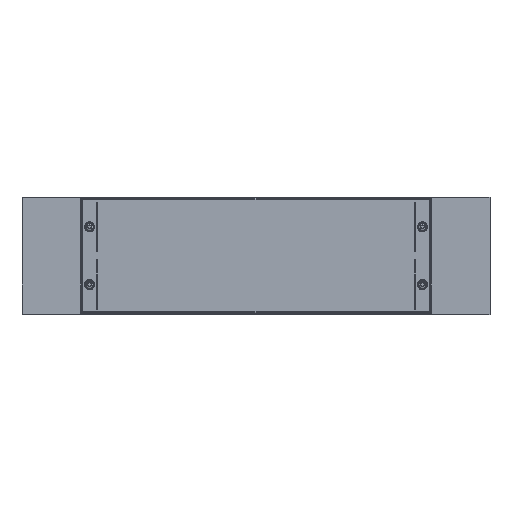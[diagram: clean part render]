
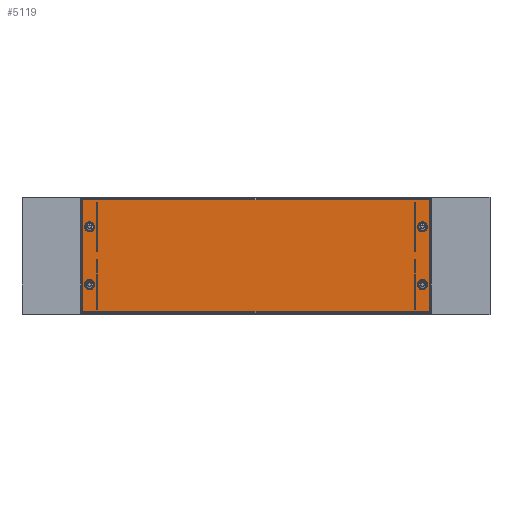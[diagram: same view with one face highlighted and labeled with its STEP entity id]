
A CAD part, top view. The second image highlights one B-rep face of the part: STEP entity #5119.
In plain terms, the highlighted planar face has unit normal (0, 0, 1).
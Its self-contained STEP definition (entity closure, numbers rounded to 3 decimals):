
#56 = DIRECTION ( 'NONE',  ( 0., -1., 0. ) ) ;
#74 = CARTESIAN_POINT ( 'NONE',  ( -296., 0., 0.75 ) ) ;
#272 = DIRECTION ( 'NONE',  ( -1., 0., 0. ) ) ;
#290 = CARTESIAN_POINT ( 'NONE',  ( 284.5, 49.5, 0.75 ) ) ;
#515 = DIRECTION ( 'NONE',  ( 0., 0., -1. ) ) ;
#584 = CARTESIAN_POINT ( 'NONE',  ( -276.991, -49.5, 0.75 ) ) ;
#651 = EDGE_CURVE ( 'NONE', #1539, #4169, #6192, .T. ) ;
#703 = EDGE_CURVE ( 'NONE', #4169, #3993, #6218, .T. ) ;
#888 = EDGE_CURVE ( 'NONE', #3993, #1907, #5426, .T. ) ;
#889 = CARTESIAN_POINT ( 'NONE',  ( 296., -96., 0.75 ) ) ;
#894 = EDGE_CURVE ( 'NONE', #1907, #1539, #5442, .T. ) ;
#944 = CIRCLE ( 'NONE', #4817, 7.509 ) ;
#971 = DIRECTION ( 'NONE',  ( -1., 0., 0. ) ) ;
#1031 = EDGE_CURVE ( 'NONE', #3842, #2191, #5326, .T. ) ;
#1075 = DIRECTION ( 'NONE',  ( -1., 0., 0. ) ) ;
#1125 = EDGE_CURVE ( 'NONE', #3638, #3578, #4829, .T. ) ;
#1127 = CARTESIAN_POINT ( 'NONE',  ( 0., 96., 0.75 ) ) ;
#1143 = DIRECTION ( 'NONE',  ( 0., 0., -1. ) ) ;
#1241 = CARTESIAN_POINT ( 'NONE',  ( -284.5, 49.5, 0.75 ) ) ;
#1275 = EDGE_CURVE ( 'NONE', #4831, #2321, #4677, .T. ) ;
#1276 = CARTESIAN_POINT ( 'NONE',  ( 292.009, -49.5, 0.75 ) ) ;
#1323 = EDGE_CURVE ( 'NONE', #3660, #6583, #4674, .T. ) ;
#1469 = CIRCLE ( 'NONE', #2054, 7.509 ) ;
#1539 = VERTEX_POINT ( 'NONE', #3817 ) ;
#1568 = ORIENTED_EDGE ( 'NONE', *, *, #651, .T. ) ;
#1599 = ORIENTED_EDGE ( 'NONE', *, *, #703, .T. ) ;
#1648 = ORIENTED_EDGE ( 'NONE', *, *, #888, .T. ) ;
#1666 = ORIENTED_EDGE ( 'NONE', *, *, #894, .T. ) ;
#1732 = ORIENTED_EDGE ( 'NONE', *, *, #3837, .T. ) ;
#1811 = ORIENTED_EDGE ( 'NONE', *, *, #1031, .T. ) ;
#1906 = ORIENTED_EDGE ( 'NONE', *, *, #3945, .T. ) ;
#1907 = VERTEX_POINT ( 'NONE', #889 ) ;
#1940 = ORIENTED_EDGE ( 'NONE', *, *, #1125, .T. ) ;
#2050 = ORIENTED_EDGE ( 'NONE', *, *, #4283, .T. ) ;
#2054 = AXIS2_PLACEMENT_3D ( 'NONE', #290, #515, #272 ) ;
#2073 = DIRECTION ( 'NONE',  ( -1., 0., 0. ) ) ;
#2076 = DIRECTION ( 'NONE',  ( 0., 0., -1. ) ) ;
#2084 = CARTESIAN_POINT ( 'NONE',  ( 284.5, -49.5, 0.75 ) ) ;
#2153 = ORIENTED_EDGE ( 'NONE', *, *, #1275, .T. ) ;
#2191 = VERTEX_POINT ( 'NONE', #5736 ) ;
#2255 = ORIENTED_EDGE ( 'NONE', *, *, #4566, .T. ) ;
#2264 = CIRCLE ( 'NONE', #5433, 7.509 ) ;
#2295 = ORIENTED_EDGE ( 'NONE', *, *, #1323, .T. ) ;
#2321 = VERTEX_POINT ( 'NONE', #1276 ) ;
#2887 = CARTESIAN_POINT ( 'NONE',  ( -296., 96., 0.75 ) ) ;
#3225 = EDGE_LOOP ( 'NONE', ( #1568, #1599, #1648, #1666 ) ) ;
#3430 = AXIS2_PLACEMENT_3D ( 'NONE', #2084, #2076, #2073 ) ;
#3519 = CARTESIAN_POINT ( 'NONE',  ( 276.991, -49.5, 0.75 ) ) ;
#3578 = VERTEX_POINT ( 'NONE', #584 ) ;
#3638 = VERTEX_POINT ( 'NONE', #6837 ) ;
#3660 = VERTEX_POINT ( 'NONE', #6620 ) ;
#3799 = CARTESIAN_POINT ( 'NONE',  ( -296., -96., 0.75 ) ) ;
#3817 = CARTESIAN_POINT ( 'NONE',  ( 296., 96., 0.75 ) ) ;
#3837 = EDGE_CURVE ( 'NONE', #2191, #3842, #2264, .T. ) ;
#3842 = VERTEX_POINT ( 'NONE', #5317 ) ;
#3945 = EDGE_CURVE ( 'NONE', #3578, #3638, #944, .T. ) ;
#3993 = VERTEX_POINT ( 'NONE', #3799 ) ;
#4055 = DIRECTION ( 'NONE',  ( -1., 0., 0. ) ) ;
#4066 = DIRECTION ( 'NONE',  ( 0., 0., -1. ) ) ;
#4067 = CARTESIAN_POINT ( 'NONE',  ( -284.5, -49.5, 0.75 ) ) ;
#4169 = VERTEX_POINT ( 'NONE', #2887 ) ;
#4283 = EDGE_CURVE ( 'NONE', #2321, #4831, #6805, .T. ) ;
#4566 = EDGE_CURVE ( 'NONE', #6583, #3660, #1469, .T. ) ;
#4609 = AXIS2_PLACEMENT_3D ( 'NONE', #6550, #6533, #6523 ) ;
#4674 = CIRCLE ( 'NONE', #5164, 7.509 ) ;
#4677 = CIRCLE ( 'NONE', #5210, 7.509 ) ;
#4817 = AXIS2_PLACEMENT_3D ( 'NONE', #4067, #4066, #4055 ) ;
#4829 = CIRCLE ( 'NONE', #5450, 7.509 ) ;
#4831 = VERTEX_POINT ( 'NONE', #3519 ) ;
#5076 = DIRECTION ( 'NONE',  ( -1., 0., 0. ) ) ;
#5103 = DIRECTION ( 'NONE',  ( 0., 0., -1. ) ) ;
#5119 = ADVANCED_FACE ( 'NONE', ( #6538, #6452, #6447, #6445, #6440 ), #6556, .F. ) ;
#5122 = CARTESIAN_POINT ( 'NONE',  ( 284.5, 49.5, 0.75 ) ) ;
#5164 = AXIS2_PLACEMENT_3D ( 'NONE', #5122, #5103, #5076 ) ;
#5210 = AXIS2_PLACEMENT_3D ( 'NONE', #5478, #5423, #5358 ) ;
#5267 = DIRECTION ( 'NONE',  ( -1., 0., 0. ) ) ;
#5276 = DIRECTION ( 'NONE',  ( 0., 0., -1. ) ) ;
#5301 = CARTESIAN_POINT ( 'NONE',  ( -284.5, 49.5, 0.75 ) ) ;
#5315 = EDGE_LOOP ( 'NONE', ( #1732, #1811 ) ) ;
#5317 = CARTESIAN_POINT ( 'NONE',  ( -292.009, 49.5, 0.75 ) ) ;
#5326 = CIRCLE ( 'NONE', #5837, 7.509 ) ;
#5358 = DIRECTION ( 'NONE',  ( -1., 0., 0. ) ) ;
#5386 = VECTOR ( 'NONE', #5495, 1000. ) ;
#5423 = DIRECTION ( 'NONE',  ( 0., 0., -1. ) ) ;
#5426 = LINE ( 'NONE', #6849, #5455 ) ;
#5433 = AXIS2_PLACEMENT_3D ( 'NONE', #5301, #5276, #5267 ) ;
#5442 = LINE ( 'NONE', #5712, #5386 ) ;
#5450 = AXIS2_PLACEMENT_3D ( 'NONE', #6284, #6249, #6230 ) ;
#5455 = VECTOR ( 'NONE', #6399, 1000. ) ;
#5478 = CARTESIAN_POINT ( 'NONE',  ( 284.5, -49.5, 0.75 ) ) ;
#5495 = DIRECTION ( 'NONE',  ( 0., 1., 0. ) ) ;
#5684 = EDGE_LOOP ( 'NONE', ( #1906, #1940 ) ) ;
#5712 = CARTESIAN_POINT ( 'NONE',  ( 296., 0., 0.75 ) ) ;
#5736 = CARTESIAN_POINT ( 'NONE',  ( -276.991, 49.5, 0.75 ) ) ;
#5794 = EDGE_LOOP ( 'NONE', ( #2050, #2153 ) ) ;
#5837 = AXIS2_PLACEMENT_3D ( 'NONE', #1241, #1143, #971 ) ;
#5849 = EDGE_LOOP ( 'NONE', ( #2255, #2295 ) ) ;
#6149 = VECTOR ( 'NONE', #56, 1000. ) ;
#6192 = LINE ( 'NONE', #1127, #6205 ) ;
#6205 = VECTOR ( 'NONE', #1075, 1000. ) ;
#6218 = LINE ( 'NONE', #74, #6149 ) ;
#6230 = DIRECTION ( 'NONE',  ( -1., 0., 0. ) ) ;
#6249 = DIRECTION ( 'NONE',  ( 0., 0., -1. ) ) ;
#6284 = CARTESIAN_POINT ( 'NONE',  ( -284.5, -49.5, 0.75 ) ) ;
#6399 = DIRECTION ( 'NONE',  ( 1., 0., 0. ) ) ;
#6440 = FACE_BOUND ( 'NONE', #5849, .T. ) ;
#6445 = FACE_BOUND ( 'NONE', #5794, .T. ) ;
#6447 = FACE_BOUND ( 'NONE', #5684, .T. ) ;
#6452 = FACE_BOUND ( 'NONE', #5315, .T. ) ;
#6523 = DIRECTION ( 'NONE',  ( -1., 0., 0. ) ) ;
#6533 = DIRECTION ( 'NONE',  ( 0., 0., -1. ) ) ;
#6538 = FACE_OUTER_BOUND ( 'NONE', #3225, .T. ) ;
#6550 = CARTESIAN_POINT ( 'NONE',  ( 0., 0., 0.75 ) ) ;
#6556 = PLANE ( 'NONE',  #4609 ) ;
#6583 = VERTEX_POINT ( 'NONE', #6626 ) ;
#6620 = CARTESIAN_POINT ( 'NONE',  ( 276.991, 49.5, 0.75 ) ) ;
#6626 = CARTESIAN_POINT ( 'NONE',  ( 292.009, 49.5, 0.75 ) ) ;
#6805 = CIRCLE ( 'NONE', #3430, 7.509 ) ;
#6837 = CARTESIAN_POINT ( 'NONE',  ( -292.009, -49.5, 0.75 ) ) ;
#6849 = CARTESIAN_POINT ( 'NONE',  ( 0., -96., 0.75 ) ) ;
